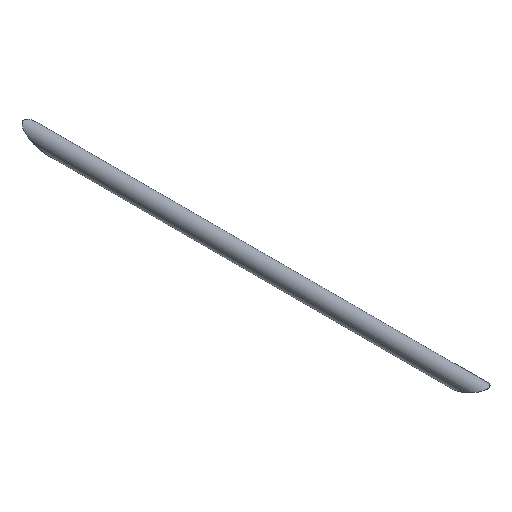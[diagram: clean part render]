
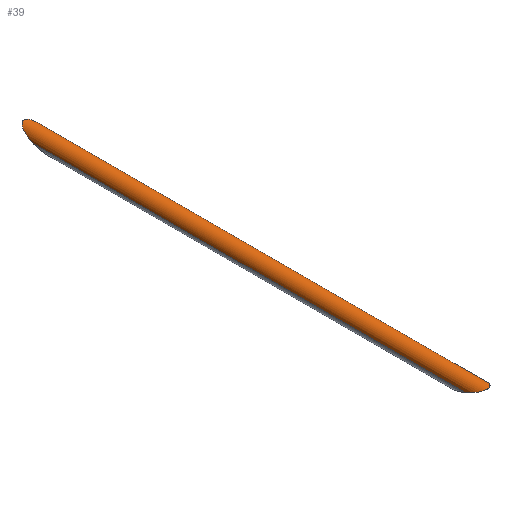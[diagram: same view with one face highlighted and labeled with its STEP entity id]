
A CAD part, isometric view. The second image highlights one B-rep face of the part: STEP entity #39.
In plain terms, the highlighted cylindrical face has radius 10 mm (diameter 20 mm), a partial arc.
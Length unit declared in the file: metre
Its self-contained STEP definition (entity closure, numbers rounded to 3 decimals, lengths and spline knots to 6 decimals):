
#39=ADVANCED_FACE('',(#85),#86,.T.);
#51=EDGE_CURVE('',#105,#106,#107,.T.);
#53=EDGE_CURVE('0:33',#109,#110,#111,.T.);
#85=FACE_OUTER_BOUND('',#137,.T.);
#86=CYLINDRICAL_SURFACE('',#138,0.01);
#105=VERTEX_POINT('',#158);
#106=VERTEX_POINT('',#159);
#107=B_SPLINE_CURVE_WITH_KNOTS('',3,(#160,#161,#162,#163,#164,#165,#166,#167,#168,#169,#170,#171,#172,#173,#174,#175,#176,#177,#178,#179,#180,#181,#182,#183,#184,#185,#186,#187,#188,#189,#190,#191,#192,#193,#194,#195,#196,#197,#198,#199,#200,#201,#202,#203,#204,#205),.UNSPECIFIED.,.F.,.F.,(4,3,3,3,3,3,3,3,3,3,3,3,3,3,3,4),(82.657732,94.235761,103.436072,111.170996,117.104225,121.338105,124.546047,127.264148,129.642355,131.920471,134.582177,137.899366,142.297628,148.243426,156.43141,165.315464),.UNSPECIFIED.);
#109=VERTEX_POINT('',#208);
#110=VERTEX_POINT('',#209);
#111=B_SPLINE_CURVE_WITH_KNOTS('',3,(#210,#211,#212,#213,#214,#215,#216,#217,#218,#219,#220,#221,#222,#223,#224,#225,#226,#227,#228,#229,#230,#231,#232,#233,#234,#235,#236,#237,#238,#239,#240,#241,#242,#243,#244,#245,#246,#247,#248,#249,#250,#251,#252,#253,#254,#255),.UNSPECIFIED.,.F.,.F.,(4,3,3,3,3,3,3,3,3,3,3,3,3,3,3,4),(0.0,10.332268,17.871526,23.113162,26.903554,30.388216,33.109052,35.376212,37.737707,40.818005,44.210152,48.957037,55.640773,65.07017,76.9319,82.658141),.UNSPECIFIED.);
#137=EDGE_LOOP('',(#547,#548,#549,#550));
#138=AXIS2_PLACEMENT_3D('',#551,#552,#553);
#158=CARTESIAN_POINT('',(-2.215,0.254119,0.066));
#159=CARTESIAN_POINT('',(-2.235,0.261881,0.066));
#160=CARTESIAN_POINT('',(-2.215,0.254119,0.066));
#161=CARTESIAN_POINT('',(-2.215,0.256623,0.067083));
#162=CARTESIAN_POINT('',(-2.215172,0.259138,0.068141));
#163=CARTESIAN_POINT('',(-2.215515,0.261644,0.069167));
#164=CARTESIAN_POINT('',(-2.215787,0.263635,0.069982));
#165=CARTESIAN_POINT('',(-2.216167,0.26562,0.070776));
#166=CARTESIAN_POINT('',(-2.216675,0.267585,0.07154));
#167=CARTESIAN_POINT('',(-2.217103,0.269236,0.072183));
#168=CARTESIAN_POINT('',(-2.21762,0.270874,0.072804));
#169=CARTESIAN_POINT('',(-2.218262,0.272477,0.073389));
#170=CARTESIAN_POINT('',(-2.218754,0.273707,0.073838));
#171=CARTESIAN_POINT('',(-2.219319,0.274916,0.074266));
#172=CARTESIAN_POINT('',(-2.219992,0.276079,0.074656));
#173=CARTESIAN_POINT('',(-2.220473,0.276908,0.074934));
#174=CARTESIAN_POINT('',(-2.221008,0.277714,0.075192));
#175=CARTESIAN_POINT('',(-2.221626,0.278466,0.075414));
#176=CARTESIAN_POINT('',(-2.222094,0.279035,0.075581));
#177=CARTESIAN_POINT('',(-2.22261,0.279575,0.075728));
#178=CARTESIAN_POINT('',(-2.223191,0.280048,0.075835));
#179=CARTESIAN_POINT('',(-2.223684,0.280448,0.075926));
#180=CARTESIAN_POINT('',(-2.224225,0.280801,0.075987));
#181=CARTESIAN_POINT('',(-2.224813,0.281055,0.075998));
#182=CARTESIAN_POINT('',(-2.225328,0.281277,0.076008));
#183=CARTESIAN_POINT('',(-2.22588,0.281419,0.075977));
#184=CARTESIAN_POINT('',(-2.226434,0.281449,0.075897));
#185=CARTESIAN_POINT('',(-2.226964,0.281477,0.07582));
#186=CARTESIAN_POINT('',(-2.227492,0.2814,0.075698));
#187=CARTESIAN_POINT('',(-2.22798,0.281237,0.075546));
#188=CARTESIAN_POINT('',(-2.228551,0.281046,0.075367));
#189=CARTESIAN_POINT('',(-2.229067,0.280744,0.07515));
#190=CARTESIAN_POINT('',(-2.229526,0.280383,0.074917));
#191=CARTESIAN_POINT('',(-2.230097,0.279935,0.074627));
#192=CARTESIAN_POINT('',(-2.230583,0.279397,0.074313));
#193=CARTESIAN_POINT('',(-2.231008,0.278823,0.073994));
#194=CARTESIAN_POINT('',(-2.231572,0.278062,0.07357));
#195=CARTESIAN_POINT('',(-2.23203,0.277235,0.073136));
#196=CARTESIAN_POINT('',(-2.232423,0.27638,0.0727));
#197=CARTESIAN_POINT('',(-2.232955,0.275225,0.072112));
#198=CARTESIAN_POINT('',(-2.233365,0.274017,0.071521));
#199=CARTESIAN_POINT('',(-2.233698,0.272789,0.070934));
#200=CARTESIAN_POINT('',(-2.234156,0.271098,0.070126));
#201=CARTESIAN_POINT('',(-2.234466,0.269365,0.069325));
#202=CARTESIAN_POINT('',(-2.234674,0.267617,0.068534));
#203=CARTESIAN_POINT('',(-2.234898,0.26572,0.067676));
#204=CARTESIAN_POINT('',(-2.235,0.263804,0.066831));
#205=CARTESIAN_POINT('',(-2.235,0.261881,0.066));
#208=CARTESIAN_POINT('',(-2.235,-0.261881,0.066));
#209=CARTESIAN_POINT('',(-2.215,-0.254119,0.066));
#210=CARTESIAN_POINT('',(-2.235,-0.261881,0.066));
#211=CARTESIAN_POINT('',(-2.235,-0.264117,0.066966));
#212=CARTESIAN_POINT('',(-2.234864,-0.266344,0.067952));
#213=CARTESIAN_POINT('',(-2.234554,-0.268542,0.068954));
#214=CARTESIAN_POINT('',(-2.234327,-0.270146,0.069686));
#215=CARTESIAN_POINT('',(-2.23401,-0.271734,0.070426));
#216=CARTESIAN_POINT('',(-2.233559,-0.273283,0.071171));
#217=CARTESIAN_POINT('',(-2.233246,-0.27436,0.071689));
#218=CARTESIAN_POINT('',(-2.23287,-0.275418,0.07221));
#219=CARTESIAN_POINT('',(-2.232398,-0.276435,0.072729));
#220=CARTESIAN_POINT('',(-2.232057,-0.277171,0.073104));
#221=CARTESIAN_POINT('',(-2.231666,-0.277885,0.073478));
#222=CARTESIAN_POINT('',(-2.231201,-0.278554,0.073845));
#223=CARTESIAN_POINT('',(-2.230774,-0.279169,0.074183));
#224=CARTESIAN_POINT('',(-2.230284,-0.279749,0.074516));
#225=CARTESIAN_POINT('',(-2.229702,-0.280239,0.074825));
#226=CARTESIAN_POINT('',(-2.229249,-0.280623,0.075067));
#227=CARTESIAN_POINT('',(-2.228735,-0.280952,0.075296));
#228=CARTESIAN_POINT('',(-2.228163,-0.281171,0.075486));
#229=CARTESIAN_POINT('',(-2.227687,-0.281354,0.075645));
#230=CARTESIAN_POINT('',(-2.227169,-0.281456,0.075776));
#231=CARTESIAN_POINT('',(-2.226642,-0.281455,0.075864));
#232=CARTESIAN_POINT('',(-2.226094,-0.281453,0.075956));
#233=CARTESIAN_POINT('',(-2.225539,-0.281338,0.075999));
#234=CARTESIAN_POINT('',(-2.22502,-0.281139,0.076));
#235=CARTESIAN_POINT('',(-2.224342,-0.280879,0.076001));
#236=CARTESIAN_POINT('',(-2.223722,-0.280483,0.075934));
#237=CARTESIAN_POINT('',(-2.223165,-0.280027,0.07583));
#238=CARTESIAN_POINT('',(-2.222552,-0.279524,0.075716));
#239=CARTESIAN_POINT('',(-2.222012,-0.278948,0.075557));
#240=CARTESIAN_POINT('',(-2.221525,-0.278341,0.075377));
#241=CARTESIAN_POINT('',(-2.220842,-0.277491,0.075124));
#242=CARTESIAN_POINT('',(-2.22026,-0.276577,0.074826));
#243=CARTESIAN_POINT('',(-2.219743,-0.275638,0.074507));
#244=CARTESIAN_POINT('',(-2.219016,-0.274315,0.074057));
#245=CARTESIAN_POINT('',(-2.218417,-0.272939,0.073563));
#246=CARTESIAN_POINT('',(-2.217904,-0.271543,0.073046));
#247=CARTESIAN_POINT('',(-2.217179,-0.269573,0.072316));
#248=CARTESIAN_POINT('',(-2.216624,-0.26756,0.071538));
#249=CARTESIAN_POINT('',(-2.216192,-0.265534,0.070735));
#250=CARTESIAN_POINT('',(-2.215649,-0.262985,0.069724));
#251=CARTESIAN_POINT('',(-2.215301,-0.260412,0.06867));
#252=CARTESIAN_POINT('',(-2.215127,-0.25784,0.067588));
#253=CARTESIAN_POINT('',(-2.215043,-0.256599,0.067065));
#254=CARTESIAN_POINT('',(-2.215,-0.255357,0.066536));
#255=CARTESIAN_POINT('',(-2.215,-0.254119,0.066));
#547=ORIENTED_EDGE('',*,*,#596,.F.);
#548=ORIENTED_EDGE('',*,*,#51,.T.);
#549=ORIENTED_EDGE('',*,*,#597,.F.);
#550=ORIENTED_EDGE('',*,*,#53,.T.);
#551=CARTESIAN_POINT('',(-2.225,-500.258,0.066));
#552=DIRECTION('',(0.,1.0,0.));
#553=DIRECTION('',(1.0,0.,0.));
#596=EDGE_CURVE('',#105,#110,#607,.T.);
#597=EDGE_CURVE('',#109,#106,#608,.T.);
#607=LINE('',#618,#619);
#608=LINE('',#620,#621);
#618=CARTESIAN_POINT('',(-2.215,-0.000005,0.066));
#619=VECTOR('',#632,1.0);
#620=CARTESIAN_POINT('',(-2.235,-0.000005,0.066));
#621=VECTOR('',#633,1.0);
#632=DIRECTION('',(0.,-1.0,0.));
#633=DIRECTION('',(0.,1.0,0.));
